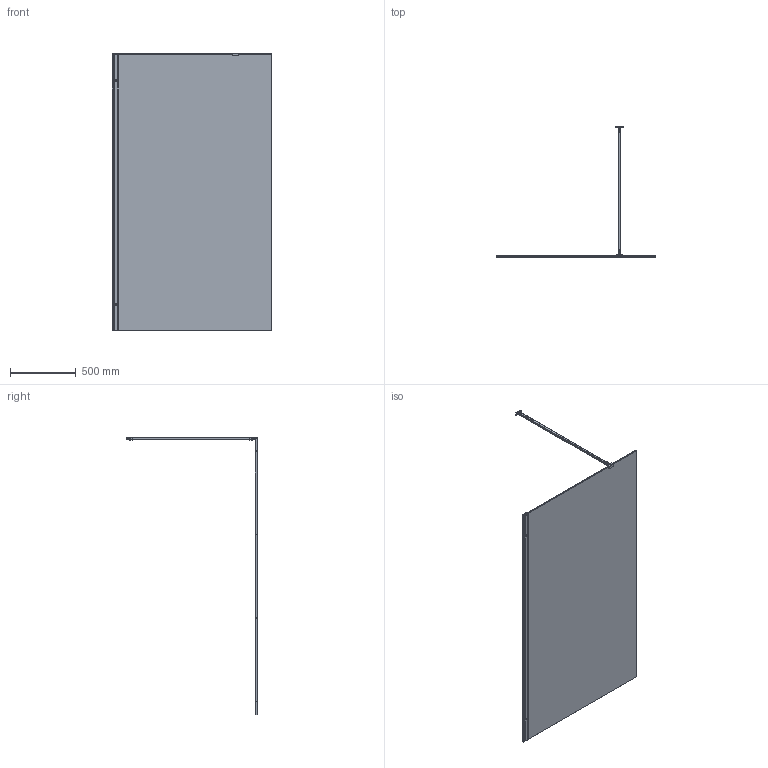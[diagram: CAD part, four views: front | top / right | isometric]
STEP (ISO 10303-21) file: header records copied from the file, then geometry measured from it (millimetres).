
FILE_DESCRIPTION(/* description */ (''),/* implementation_level */ '2;1');
FILE_NAME(/* name */ 'STEP - W31SC01 1200 channel_1710056-1710080-1710104-1710128-1710152',/* time_stamp */ '2024-08-13T11:56:43+10:00',/* author */ (''),/* organization */ (''),/* preprocessor_version */ 'ST-DEVELOPER v16.5',/* originating_system */ 'Rhino 7.23',/* authorisation */ '');
FILE_SCHEMA (('AUTOMOTIVE_DESIGN'));
Length unit declared in the file: millimetre
Products named in the file (21): Document; W31SC01ǽ��+-�� \X2\FFFD
 1200x2100x10; AL022ǽ��44; AL1022-210030; 3.2�߽���210032; 1000-��-W3147; CU656+CU12243; ____7; hex socket set screws with cone point gb_GB_FASTENER_SCREWS_HSCP M5X4
-N19; cu656______36; __23; hex_lobular_socket_ctsk_screws_42; Cu656+CU121--W314546; hex_lobular_socket_ctsk_screws_--W3134; 48X14X2��--W3117; cu656______--W3121; M10X10ʮ��ƽͷ��--W3140; CU121-�˲�g��--W3126; AL0674x1000-W319; �rĶ˸�SJ2102345; H31�̲�-W3128
Assembly tree (25 placements, depth 5):
  Document
    W31SC01ǽ��+-�� \X2\FFFD
 1200x2100x10
      AL022ǽ��44
        AL1022-210030
        3.2�߽���210032
      1000-��-W3147
        CU656+CU12243
          ____7  x2
          hex socket set screws with cone point gb_GB_FASTENER_SCREWS_HSCP M5X4
-N19  x2
          cu656______36
          __23
          hex_lobular_socket_ctsk_screws_42
        Cu656+CU121--W314546
          hex_lobular_socket_ctsk_screws_--W3134
          48X14X2��--W3117
          hex socket set screws with cone point gb_GB_FASTENER_SCREWS_HSCP M5X4
-N19  x2
          cu656______--W3121
          M10X10ʮ��ƽͷ��--W3140  x2
          CU121-�˲�g��--W3126
        AL0674x1000-W319
      �rĶ˸�SJ2102345
      H31�̲�-W3128
Bounding box: 1211 x 1000 x 2105.25 mm (x, y, z)
Volume: 25611869.1 mm3; surface area: 5828656.9 mm2
Topology: 20 solids, 20 shells, 973 faces, 2378 edges, 1431 vertices
Faces by surface type: plane 362, bspline 310, cylinder 301
Entity records: 31688 total; most frequent: CARTESIAN_POINT 17892, ORIENTED_EDGE 4102, EDGE_CURVE 2051, VERTEX_POINT 1246, B_SPLINE_CURVE_WITH_KNOTS 1235, EDGE_LOOP 891, ADVANCED_FACE 842, FACE_OUTER_BOUND 842
